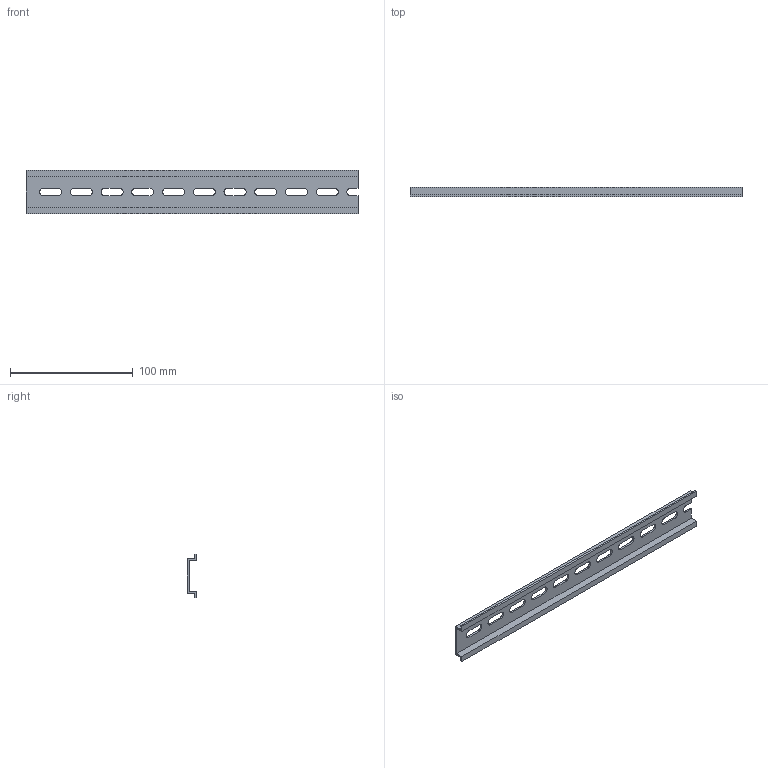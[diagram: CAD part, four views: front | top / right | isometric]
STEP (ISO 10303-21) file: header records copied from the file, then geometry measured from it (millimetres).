
FILE_DESCRIPTION (( 'STEP AP203' ), '1' );
FILE_NAME ('CPP444_Default.step', '2025-05-14T12:45:24', ( 'Windows User' ), ( 'AUTOMATION DIRECT' ), 'SwSTEP 2.0', 'SolidWorks 2024', '' );
FILE_SCHEMA (( 'CONFIG_CONTROL_DESIGN' ));
Length unit declared in the file: millimetre
Products named in the file (1): CPP444_Default
Bounding box: 270 x 7.5 x 35 mm (x, y, z)
Volume: 17383.1 mm3; surface area: 24799.3 mm2
Topology: 1 solids, 1 shells, 58 faces, 168 edges, 112 vertices
Faces by surface type: plane 37, cylinder 21
Entity records: 2031 total; most frequent: CARTESIAN_POINT 339, ORIENTED_EDGE 336, DIRECTION 328, EDGE_CURVE 168, LINE 126, VECTOR 126, VERTEX_POINT 112, AXIS2_PLACEMENT_3D 101
